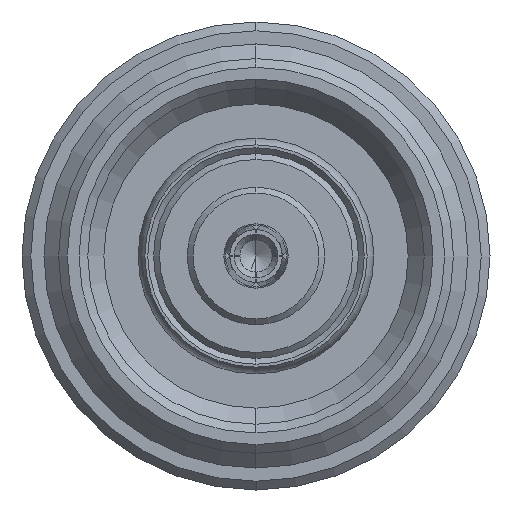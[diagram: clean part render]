
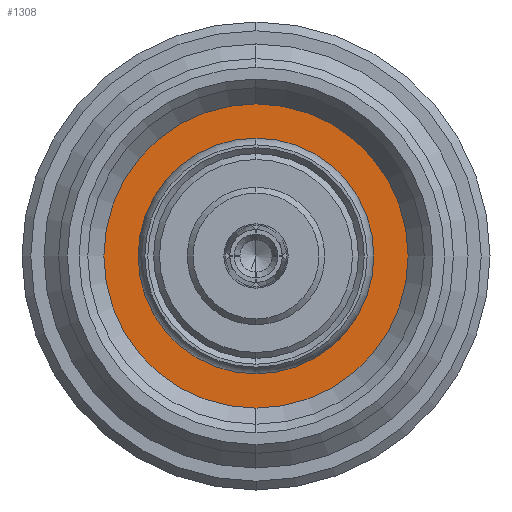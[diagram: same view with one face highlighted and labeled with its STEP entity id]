
A CAD part, left-side view. The second image highlights one B-rep face of the part: STEP entity #1308.
In plain terms, the highlighted planar face has unit normal (-1, 0, 0).
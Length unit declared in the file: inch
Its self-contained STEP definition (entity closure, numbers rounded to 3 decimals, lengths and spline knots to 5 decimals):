
#112 = EDGE_CURVE ( 'NONE', #123, #258, #2317, .T. ) ;
#123 = VERTEX_POINT ( 'NONE', #2212 ) ;
#258 = VERTEX_POINT ( 'NONE', #2366 ) ;
#411 = VERTEX_POINT ( 'NONE', #2612 ) ;
#413 = EDGE_CURVE ( 'NONE', #423, #411, #2573, .T. ) ;
#423 = VERTEX_POINT ( 'NONE', #2932 ) ;
#1307 = ORIENTED_EDGE ( 'NONE', *, *, #1326, .T. ) ;
#1308 = ADVANCED_FACE ( 'NONE', ( #4942, #4928 ), #4904, .T. ) ;
#1310 = EDGE_LOOP ( 'NONE', ( #1311, #1554 ) ) ;
#1311 = ORIENTED_EDGE ( 'NONE', *, *, #112, .F. ) ;
#1326 = EDGE_CURVE ( 'NONE', #411, #423, #4895, .T. ) ;
#1329 = EDGE_CURVE ( 'NONE', #258, #123, #4816, .T. ) ;
#1332 = EDGE_LOOP ( 'NONE', ( #1455, #1307 ) ) ;
#1455 = ORIENTED_EDGE ( 'NONE', *, *, #413, .T. ) ;
#1554 = ORIENTED_EDGE ( 'NONE', *, *, #1329, .F. ) ;
#2126 = DIRECTION ( 'NONE',  ( 0., 0., -1. ) ) ;
#2127 = DIRECTION ( 'NONE',  ( 1., 0., 0. ) ) ;
#2128 = CARTESIAN_POINT ( 'NONE',  ( 0.03133, 0., 0. ) ) ;
#2129 = AXIS2_PLACEMENT_3D ( 'NONE', #2128, #2127, #2126 ) ;
#2212 = CARTESIAN_POINT ( 'NONE',  ( 0.03133, 0., -0.20866 ) ) ;
#2317 = CIRCLE ( 'NONE', #2129, 0.20866 ) ;
#2366 = CARTESIAN_POINT ( 'NONE',  ( 0.03133, 0., 0.20866 ) ) ;
#2571 = DIRECTION ( 'NONE',  ( 0., 0., -1. ) ) ;
#2572 = AXIS2_PLACEMENT_3D ( 'NONE', #2579, #2576, #2571 ) ;
#2573 = CIRCLE ( 'NONE', #2572, 0.15797 ) ;
#2576 = DIRECTION ( 'NONE',  ( 1., 0., 0. ) ) ;
#2579 = CARTESIAN_POINT ( 'NONE',  ( 0.03133, 0., 0. ) ) ;
#2612 = CARTESIAN_POINT ( 'NONE',  ( 0.03133, 0., 0.15797 ) ) ;
#2932 = CARTESIAN_POINT ( 'NONE',  ( 0.03133, 0., -0.15797 ) ) ;
#4816 = CIRCLE ( 'NONE', #4827, 0.20866 ) ;
#4821 = DIRECTION ( 'NONE',  ( 0., 0., -1. ) ) ;
#4822 = DIRECTION ( 'NONE',  ( 1., 0., 0. ) ) ;
#4827 = AXIS2_PLACEMENT_3D ( 'NONE', #4830, #4822, #4821 ) ;
#4830 = CARTESIAN_POINT ( 'NONE',  ( 0.03133, 0., 0. ) ) ;
#4859 = DIRECTION ( 'NONE',  ( 0., 0., -1. ) ) ;
#4860 = DIRECTION ( 'NONE',  ( 1., 0., 0. ) ) ;
#4863 = CARTESIAN_POINT ( 'NONE',  ( 0.03133, 0., 0. ) ) ;
#4879 = DIRECTION ( 'NONE',  ( 0., 0., 1. ) ) ;
#4880 = DIRECTION ( 'NONE',  ( -1., 0., 0. ) ) ;
#4881 = CARTESIAN_POINT ( 'NONE',  ( 0.03133, 0., -0.15958 ) ) ;
#4895 = CIRCLE ( 'NONE', #4906, 0.15797 ) ;
#4904 = PLANE ( 'NONE',  #4933 ) ;
#4906 = AXIS2_PLACEMENT_3D ( 'NONE', #4863, #4860, #4859 ) ;
#4928 = FACE_OUTER_BOUND ( 'NONE', #1310, .T. ) ;
#4933 = AXIS2_PLACEMENT_3D ( 'NONE', #4881, #4880, #4879 ) ;
#4942 = FACE_BOUND ( 'NONE', #1332, .T. ) ;
